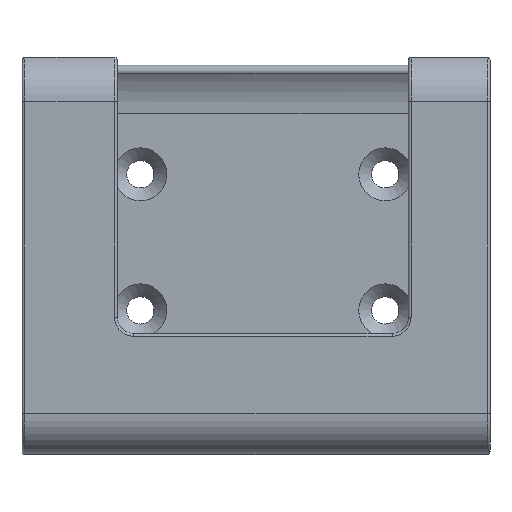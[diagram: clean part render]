
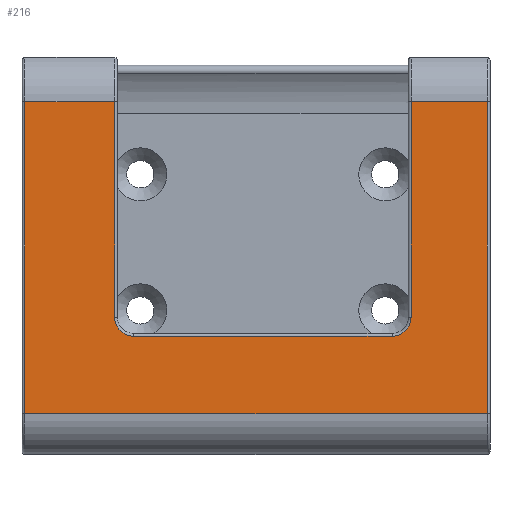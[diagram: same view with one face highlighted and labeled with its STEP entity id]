
A CAD part, top view. The second image highlights one B-rep face of the part: STEP entity #216.
In plain terms, the highlighted planar face has unit normal (0, 0, 1).
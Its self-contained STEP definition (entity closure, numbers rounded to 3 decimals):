
#180=PLANE('',#2691);
#216=ADVANCED_FACE('',(#455),#180,.T.);
#455=FACE_OUTER_BOUND('',#625,.T.);
#625=EDGE_LOOP('',(#1201,#1202,#1203,#1204,#1205,#1206,#1207,#1208,#1209,
#1210));
#854=LINE('',#4250,#991);
#855=LINE('',#4253,#992);
#856=LINE('',#4257,#993);
#857=LINE('',#4261,#994);
#858=LINE('',#4263,#995);
#859=LINE('',#4265,#996);
#860=LINE('',#4267,#997);
#861=LINE('',#4269,#998);
#991=VECTOR('',#3210,1.);
#992=VECTOR('',#3211,1.);
#993=VECTOR('',#3214,1.);
#994=VECTOR('',#3217,1.);
#995=VECTOR('',#3218,1.);
#996=VECTOR('',#3219,1.);
#997=VECTOR('',#3220,1.);
#998=VECTOR('',#3221,1.);
#1201=ORIENTED_EDGE('',*,*,#2167,.T.);
#1202=ORIENTED_EDGE('',*,*,#2168,.T.);
#1203=ORIENTED_EDGE('',*,*,#2169,.T.);
#1204=ORIENTED_EDGE('',*,*,#2170,.T.);
#1205=ORIENTED_EDGE('',*,*,#2171,.T.);
#1206=ORIENTED_EDGE('',*,*,#2172,.T.);
#1207=ORIENTED_EDGE('',*,*,#2173,.T.);
#1208=ORIENTED_EDGE('',*,*,#2174,.T.);
#1209=ORIENTED_EDGE('',*,*,#2175,.T.);
#1210=ORIENTED_EDGE('',*,*,#2176,.T.);
#1939=VERTEX_POINT('',#4251);
#1940=VERTEX_POINT('',#4252);
#1941=VERTEX_POINT('',#4254);
#1942=VERTEX_POINT('',#4256);
#1943=VERTEX_POINT('',#4258);
#1944=VERTEX_POINT('',#4260);
#1945=VERTEX_POINT('',#4262);
#1946=VERTEX_POINT('',#4264);
#1947=VERTEX_POINT('',#4266);
#1948=VERTEX_POINT('',#4268);
#2167=EDGE_CURVE('',#1939,#1940,#854,.T.);
#2168=EDGE_CURVE('',#1940,#1941,#855,.T.);
#2169=EDGE_CURVE('',#1941,#1942,#2456,.T.);
#2170=EDGE_CURVE('',#1942,#1943,#856,.T.);
#2171=EDGE_CURVE('',#1943,#1944,#2457,.T.);
#2172=EDGE_CURVE('',#1944,#1945,#857,.T.);
#2173=EDGE_CURVE('',#1945,#1946,#858,.T.);
#2174=EDGE_CURVE('',#1946,#1947,#859,.T.);
#2175=EDGE_CURVE('',#1947,#1948,#860,.T.);
#2176=EDGE_CURVE('',#1948,#1939,#861,.T.);
#2456=CIRCLE('',#2689,3.5);
#2457=CIRCLE('',#2690,3.5);
#2689=AXIS2_PLACEMENT_3D('',#4255,#3212,#3213);
#2690=AXIS2_PLACEMENT_3D('',#4259,#3215,#3216);
#2691=AXIS2_PLACEMENT_3D('',#4270,#3222,#3223);
#3210=DIRECTION('',(-1.,0.,0.));
#3211=DIRECTION('',(0.,-1.,0.));
#3212=DIRECTION('',(0.,0.,-1.));
#3213=DIRECTION('',(1.,0.,0.));
#3214=DIRECTION('',(-1.,0.,0.));
#3215=DIRECTION('',(0.,0.,-1.));
#3216=DIRECTION('',(1.,0.,0.));
#3217=DIRECTION('',(0.,1.,0.));
#3218=DIRECTION('',(-1.,0.,0.));
#3219=DIRECTION('',(0.,-1.,0.));
#3220=DIRECTION('',(1.,0.,0.));
#3221=DIRECTION('',(0.,1.,0.));
#3222=DIRECTION('',(0.,0.,1.));
#3223=DIRECTION('',(1.,0.,0.));
#4250=CARTESIAN_POINT('',(192.5,59.826,27.));
#4251=CARTESIAN_POINT('',(192.,59.826,27.));
#4252=CARTESIAN_POINT('',(178.,59.826,27.));
#4253=CARTESIAN_POINT('',(178.,20.195,27.));
#4254=CARTESIAN_POINT('',(178.,20.195,27.));
#4255=CARTESIAN_POINT('',(174.5,20.195,27.));
#4256=CARTESIAN_POINT('',(174.5,16.695,27.));
#4257=CARTESIAN_POINT('',(192.5,16.695,27.));
#4258=CARTESIAN_POINT('',(127.,16.695,27.));
#4259=CARTESIAN_POINT('',(127.,20.195,27.));
#4260=CARTESIAN_POINT('',(123.5,20.195,27.));
#4261=CARTESIAN_POINT('',(123.5,59.826,27.));
#4262=CARTESIAN_POINT('',(123.5,59.826,27.));
#4263=CARTESIAN_POINT('',(192.5,59.826,27.));
#4264=CARTESIAN_POINT('',(107.,59.826,27.));
#4265=CARTESIAN_POINT('',(107.,-5.,27.));
#4266=CARTESIAN_POINT('',(107.,2.5,27.));
#4267=CARTESIAN_POINT('',(192.5,2.5,27.));
#4268=CARTESIAN_POINT('',(192.,2.5,27.));
#4269=CARTESIAN_POINT('',(192.,59.826,27.));
#4270=CARTESIAN_POINT('',(192.5,-5.,27.));
